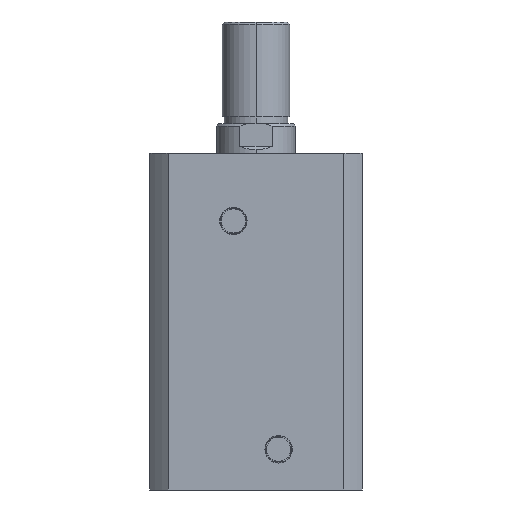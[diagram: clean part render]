
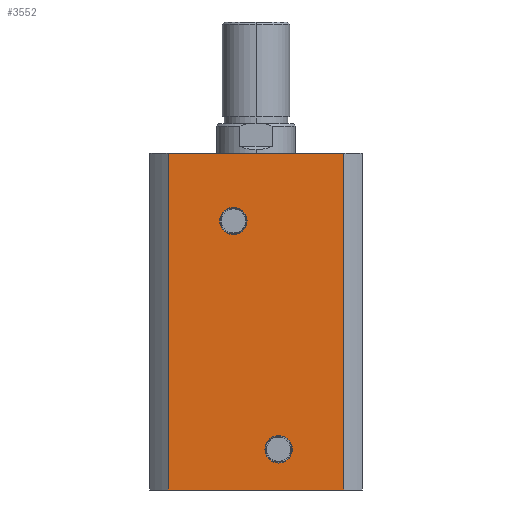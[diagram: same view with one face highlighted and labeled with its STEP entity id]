
A CAD part, left-side view. The second image highlights one B-rep face of the part: STEP entity #3552.
In plain terms, the highlighted planar face has unit normal (-1, 0, 0).
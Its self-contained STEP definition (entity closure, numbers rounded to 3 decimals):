
#20 = DIRECTION ( 'NONE',  ( 1., 0., 0. ) ) ;
#26 = CARTESIAN_POINT ( 'NONE',  ( -47., 0., 149. ) ) ;
#28 = PLANE ( 'NONE',  #1665 ) ;
#30 = DIRECTION ( 'NONE',  ( 0., 1., 0. ) ) ;
#262 = CIRCLE ( 'NONE', #739, 6.06 ) ;
#380 = FACE_OUTER_BOUND ( 'NONE', #3214, .T. ) ;
#383 = FACE_BOUND ( 'NONE', #3194, .T. ) ;
#386 = FACE_BOUND ( 'NONE', #3222, .T. ) ;
#441 = ORIENTED_EDGE ( 'NONE', *, *, #839, .F. ) ;
#442 = ORIENTED_EDGE ( 'NONE', *, *, #2501, .F. ) ;
#443 = ORIENTED_EDGE ( 'NONE', *, *, #899, .F. ) ;
#444 = ORIENTED_EDGE ( 'NONE', *, *, #2497, .T. ) ;
#445 = ORIENTED_EDGE ( 'NONE', *, *, #2498, .F. ) ;
#446 = ORIENTED_EDGE ( 'NONE', *, *, #2499, .F. ) ;
#447 = ORIENTED_EDGE ( 'NONE', *, *, #2492, .T. ) ;
#739 = AXIS2_PLACEMENT_3D ( 'NONE', #2297, #2298, #2299 ) ;
#839 = EDGE_CURVE ( 'NONE', #3372, #3413, #262, .T. ) ;
#889 = AXIS2_PLACEMENT_3D ( 'NONE', #2265, #2266, #2267 ) ;
#899 = EDGE_CURVE ( 'NONE', #3406, #3411, #1430, .T. ) ;
#1176 = LINE ( 'NONE', #3698, #1178 ) ;
#1178 = VECTOR ( 'NONE', #3695, 1000. ) ;
#1180 = LINE ( 'NONE', #3711, #1190 ) ;
#1182 = CIRCLE ( 'NONE', #3098, 6.06 ) ;
#1184 = LINE ( 'NONE', #3709, #1186 ) ;
#1185 = LINE ( 'NONE', #3715, #1188 ) ;
#1186 = VECTOR ( 'NONE', #3704, 1000. ) ;
#1188 = VECTOR ( 'NONE', #3716, 1000. ) ;
#1190 = VECTOR ( 'NONE', #3717, 1000. ) ;
#1191 = CIRCLE ( 'NONE', #3096, 6.06 ) ;
#1430 = CIRCLE ( 'NONE', #889, 6.06 ) ;
#1665 = AXIS2_PLACEMENT_3D ( 'NONE', #26, #20, #30 ) ;
#1867 = CARTESIAN_POINT ( 'NONE',  ( -47., -10., 11.94 ) ) ;
#1872 = CARTESIAN_POINT ( 'NONE',  ( -47., -10., 24.06 ) ) ;
#1874 = CARTESIAN_POINT ( 'NONE',  ( -47., 10., 125.06 ) ) ;
#2265 = CARTESIAN_POINT ( 'NONE',  ( -47., -10., 18. ) ) ;
#2266 = DIRECTION ( 'NONE',  ( -1., 0., 0. ) ) ;
#2267 = DIRECTION ( 'NONE',  ( 0., 0., 1. ) ) ;
#2297 = CARTESIAN_POINT ( 'NONE',  ( -47., 10., 119. ) ) ;
#2298 = DIRECTION ( 'NONE',  ( -1., 0., 0. ) ) ;
#2299 = DIRECTION ( 'NONE',  ( 0., 0., 1. ) ) ;
#2492 = EDGE_CURVE ( 'NONE', #3182, #3175, #1176, .T. ) ;
#2496 = EDGE_CURVE ( 'NONE', #3413, #3372, #1182, .T. ) ;
#2497 = EDGE_CURVE ( 'NONE', #3175, #3177, #1184, .T. ) ;
#2498 = EDGE_CURVE ( 'NONE', #3179, #3177, #1185, .T. ) ;
#2499 = EDGE_CURVE ( 'NONE', #3182, #3179, #1180, .T. ) ;
#2501 = EDGE_CURVE ( 'NONE', #3411, #3406, #1191, .T. ) ;
#2736 = DIRECTION ( 'NONE',  ( -1., 0., 0. ) ) ;
#2737 = DIRECTION ( 'NONE',  ( 0., 0., 1. ) ) ;
#2844 = CARTESIAN_POINT ( 'NONE',  ( -47., 38.884, 0. ) ) ;
#2846 = CARTESIAN_POINT ( 'NONE',  ( -47., -38.884, 0. ) ) ;
#2848 = CARTESIAN_POINT ( 'NONE',  ( -47., -38.884, 149. ) ) ;
#2851 = CARTESIAN_POINT ( 'NONE',  ( -47., 38.884, 149. ) ) ;
#2860 = CARTESIAN_POINT ( 'NONE',  ( -47., 10., 112.94 ) ) ;
#3096 = AXIS2_PLACEMENT_3D ( 'NONE', #3725, #2736, #2737 ) ;
#3098 = AXIS2_PLACEMENT_3D ( 'NONE', #3712, #3713, #3714 ) ;
#3175 = VERTEX_POINT ( 'NONE', #2844 ) ;
#3177 = VERTEX_POINT ( 'NONE', #2846 ) ;
#3179 = VERTEX_POINT ( 'NONE', #2848 ) ;
#3182 = VERTEX_POINT ( 'NONE', #2851 ) ;
#3194 = EDGE_LOOP ( 'NONE', ( #3358, #441 ) ) ;
#3214 = EDGE_LOOP ( 'NONE', ( #444, #445, #446, #447 ) ) ;
#3222 = EDGE_LOOP ( 'NONE', ( #442, #443 ) ) ;
#3358 = ORIENTED_EDGE ( 'NONE', *, *, #2496, .F. ) ;
#3372 = VERTEX_POINT ( 'NONE', #2860 ) ;
#3406 = VERTEX_POINT ( 'NONE', #1867 ) ;
#3411 = VERTEX_POINT ( 'NONE', #1872 ) ;
#3413 = VERTEX_POINT ( 'NONE', #1874 ) ;
#3552 = ADVANCED_FACE ( 'NONE', ( #383, #386, #380 ), #28, .F. ) ;
#3695 = DIRECTION ( 'NONE',  ( 0., 0., -1. ) ) ;
#3698 = CARTESIAN_POINT ( 'NONE',  ( -47., 38.884, 149. ) ) ;
#3704 = DIRECTION ( 'NONE',  ( 0., -1., 0. ) ) ;
#3709 = CARTESIAN_POINT ( 'NONE',  ( -47., 0., 0. ) ) ;
#3711 = CARTESIAN_POINT ( 'NONE',  ( -47., 0., 149. ) ) ;
#3712 = CARTESIAN_POINT ( 'NONE',  ( -47., 10., 119. ) ) ;
#3713 = DIRECTION ( 'NONE',  ( -1., 0., 0. ) ) ;
#3714 = DIRECTION ( 'NONE',  ( 0., 0., 1. ) ) ;
#3715 = CARTESIAN_POINT ( 'NONE',  ( -47., -38.884, 149. ) ) ;
#3716 = DIRECTION ( 'NONE',  ( 0., 0., -1. ) ) ;
#3717 = DIRECTION ( 'NONE',  ( 0., -1., 0. ) ) ;
#3725 = CARTESIAN_POINT ( 'NONE',  ( -47., -10., 18. ) ) ;
